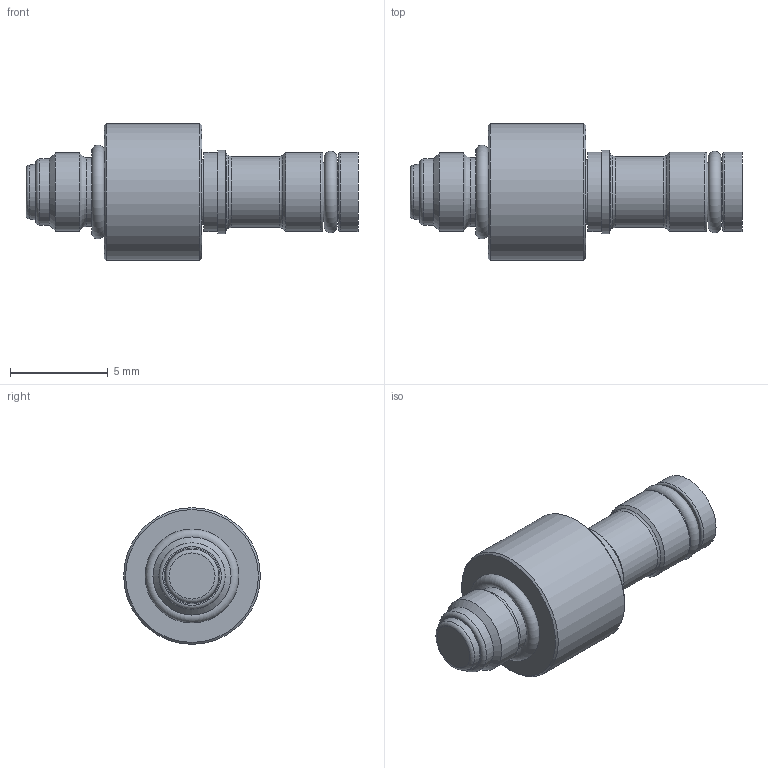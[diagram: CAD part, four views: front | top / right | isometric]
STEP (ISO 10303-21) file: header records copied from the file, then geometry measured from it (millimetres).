
FILE_DESCRIPTION( ( 'Unknown' ), '1' );
FILE_NAME( 'DPPC DS04.0.stp', 'Unknown', ( 'Unknown' ), ( 'Unknown' ), 'XStep 1.0', 'Unknown', ' ' );
FILE_SCHEMA( ( 'automotive_design' ) );
Length unit declared in the file: millimetre
Products named in the file (1): 136336
Bounding box: 17 x 7 x 7 mm (x, y, z)
Volume: 332.1 mm3; surface area: 377.1 mm2
Topology: 1 solids, 1 shells, 41 faces, 78 edges, 47 vertices
Faces by surface type: torus 13, cylinder 11, plane 10, cone 7
Full cylindrical faces by diameter (mm): 2.9 x2, 3.4 x1, 3.53 x1, 3.64 x1, 4 x1, 4.05 x3, 4.3 x1, 7 x1
Entity records: 1158 total; most frequent: DIRECTION 164, CARTESIAN_POINT 122, AXIS2_PLACEMENT_3D 82, EDGE_LOOP 80, ORIENTED_EDGE 80, FACE_OUTER_BOUND 65, STYLED_ITEM 41, PRESENTATION_STYLE_ASSIGNMENT 41
